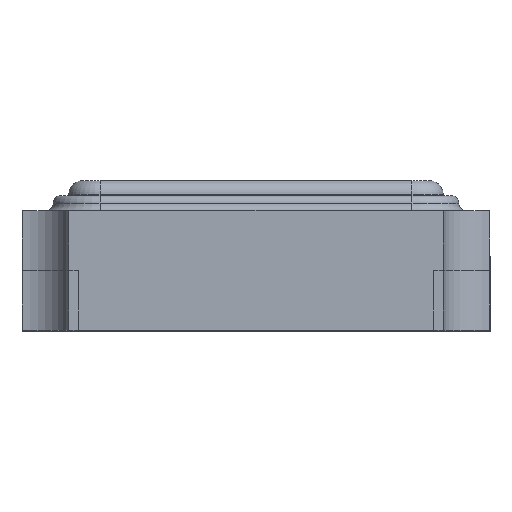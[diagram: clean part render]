
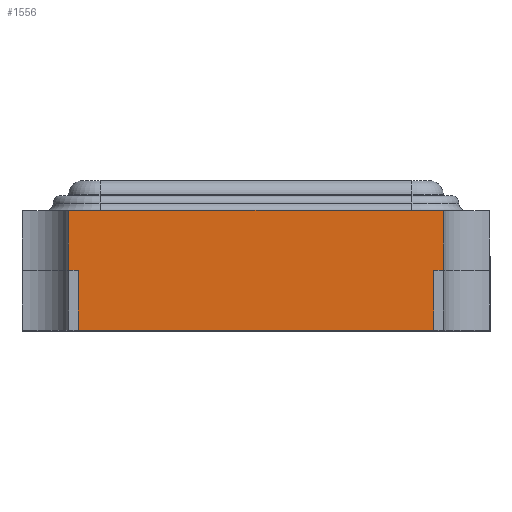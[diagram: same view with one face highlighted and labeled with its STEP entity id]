
A CAD part, top view. The second image highlights one B-rep face of the part: STEP entity #1556.
In plain terms, the highlighted planar face has unit normal (0, 0, 1).
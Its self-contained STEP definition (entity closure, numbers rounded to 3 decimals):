
#39 = DIRECTION ( 'NONE',  ( 0., -1., 0. ) ) ;
#153 = ORIENTED_EDGE ( 'NONE', *, *, #1254, .F. ) ;
#217 = CARTESIAN_POINT ( 'NONE',  ( -0.95, 0., 1.6 ) ) ;
#226 = ORIENTED_EDGE ( 'NONE', *, *, #3083, .F. ) ;
#242 = EDGE_LOOP ( 'NONE', ( #2613, #2828, #975, #3796, #153, #226, #734, #3534 ) ) ;
#277 = AXIS2_PLACEMENT_3D ( 'NONE', #1720, #3209, #1453 ) ;
#356 = LINE ( 'NONE', #692, #3295 ) ;
#667 = VERTEX_POINT ( 'NONE', #2816 ) ;
#692 = CARTESIAN_POINT ( 'NONE',  ( -1.25, 0.64, 1.6 ) ) ;
#734 = ORIENTED_EDGE ( 'NONE', *, *, #2142, .F. ) ;
#740 = CARTESIAN_POINT ( 'NONE',  ( 0.95, 0., 1.6 ) ) ;
#749 = VERTEX_POINT ( 'NONE', #1022 ) ;
#763 = CARTESIAN_POINT ( 'NONE',  ( 1., 0.64, 1.6 ) ) ;
#783 = CARTESIAN_POINT ( 'NONE',  ( -0.95, 0.32, 1.6 ) ) ;
#805 = PLANE ( 'NONE',  #277 ) ;
#975 = ORIENTED_EDGE ( 'NONE', *, *, #1876, .T. ) ;
#981 = LINE ( 'NONE', #3105, #2432 ) ;
#1016 = VECTOR ( 'NONE', #3443, 1000. ) ;
#1022 = CARTESIAN_POINT ( 'NONE',  ( -1., 0.64, 1.6 ) ) ;
#1037 = VECTOR ( 'NONE', #3014, 1000. ) ;
#1118 = CARTESIAN_POINT ( 'NONE',  ( -1., 0.64, 1.6 ) ) ;
#1185 = CARTESIAN_POINT ( 'NONE',  ( 1., 0.64, 1.6 ) ) ;
#1211 = CARTESIAN_POINT ( 'NONE',  ( 0.95, 0.32, 1.6 ) ) ;
#1215 = DIRECTION ( 'NONE',  ( -1., 0., 0. ) ) ;
#1254 = EDGE_CURVE ( 'NONE', #3312, #2454, #1707, .T. ) ;
#1275 = DIRECTION ( 'NONE',  ( 0., -1., 0. ) ) ;
#1287 = VECTOR ( 'NONE', #1966, 1000. ) ;
#1364 = LINE ( 'NONE', #1118, #1287 ) ;
#1381 = DIRECTION ( 'NONE',  ( -1., 0., 0. ) ) ;
#1422 = CARTESIAN_POINT ( 'NONE',  ( -1., 0.32, 1.6 ) ) ;
#1453 = DIRECTION ( 'NONE',  ( -1., 0., 0. ) ) ;
#1511 = CARTESIAN_POINT ( 'NONE',  ( 1., 0.32, 1.6 ) ) ;
#1556 = ADVANCED_FACE ( 'NONE', ( #3892 ), #805, .F. ) ;
#1574 = DIRECTION ( 'NONE',  ( 1., 0., 0. ) ) ;
#1707 = LINE ( 'NONE', #3760, #1016 ) ;
#1720 = CARTESIAN_POINT ( 'NONE',  ( -1.25, 4.701, 1.6 ) ) ;
#1810 = LINE ( 'NONE', #3308, #1037 ) ;
#1876 = EDGE_CURVE ( 'NONE', #2924, #3010, #981, .T. ) ;
#1966 = DIRECTION ( 'NONE',  ( 0., 1., 0. ) ) ;
#2059 = VERTEX_POINT ( 'NONE', #2419 ) ;
#2090 = LINE ( 'NONE', #1511, #3724 ) ;
#2105 = VECTOR ( 'NONE', #39, 1000. ) ;
#2142 = EDGE_CURVE ( 'NONE', #2776, #2059, #3826, .T. ) ;
#2419 = CARTESIAN_POINT ( 'NONE',  ( 1., 0.32, 1.6 ) ) ;
#2432 = VECTOR ( 'NONE', #1275, 1000. ) ;
#2454 = VERTEX_POINT ( 'NONE', #740 ) ;
#2582 = LINE ( 'NONE', #1422, #2797 ) ;
#2613 = ORIENTED_EDGE ( 'NONE', *, *, #2979, .F. ) ;
#2776 = VERTEX_POINT ( 'NONE', #763 ) ;
#2797 = VECTOR ( 'NONE', #1381, 1000. ) ;
#2816 = CARTESIAN_POINT ( 'NONE',  ( -1., 0.32, 1.6 ) ) ;
#2828 = ORIENTED_EDGE ( 'NONE', *, *, #2967, .F. ) ;
#2924 = VERTEX_POINT ( 'NONE', #783 ) ;
#2967 = EDGE_CURVE ( 'NONE', #2924, #667, #2582, .T. ) ;
#2979 = EDGE_CURVE ( 'NONE', #667, #749, #1364, .T. ) ;
#3010 = VERTEX_POINT ( 'NONE', #217 ) ;
#3014 = DIRECTION ( 'NONE',  ( 1., 0., 0. ) ) ;
#3083 = EDGE_CURVE ( 'NONE', #2059, #3312, #2090, .T. ) ;
#3105 = CARTESIAN_POINT ( 'NONE',  ( -0.95, 1.665, 1.6 ) ) ;
#3209 = DIRECTION ( 'NONE',  ( 0., 0., -1. ) ) ;
#3295 = VECTOR ( 'NONE', #1574, 1000. ) ;
#3308 = CARTESIAN_POINT ( 'NONE',  ( -1.25, 0., 1.6 ) ) ;
#3312 = VERTEX_POINT ( 'NONE', #1211 ) ;
#3372 = EDGE_CURVE ( 'NONE', #749, #2776, #356, .T. ) ;
#3443 = DIRECTION ( 'NONE',  ( 0., -1., 0. ) ) ;
#3495 = EDGE_CURVE ( 'NONE', #3010, #2454, #1810, .T. ) ;
#3534 = ORIENTED_EDGE ( 'NONE', *, *, #3372, .F. ) ;
#3724 = VECTOR ( 'NONE', #1215, 1000. ) ;
#3760 = CARTESIAN_POINT ( 'NONE',  ( 0.95, 1.665, 1.6 ) ) ;
#3796 = ORIENTED_EDGE ( 'NONE', *, *, #3495, .T. ) ;
#3826 = LINE ( 'NONE', #1185, #2105 ) ;
#3892 = FACE_OUTER_BOUND ( 'NONE', #242, .T. ) ;
